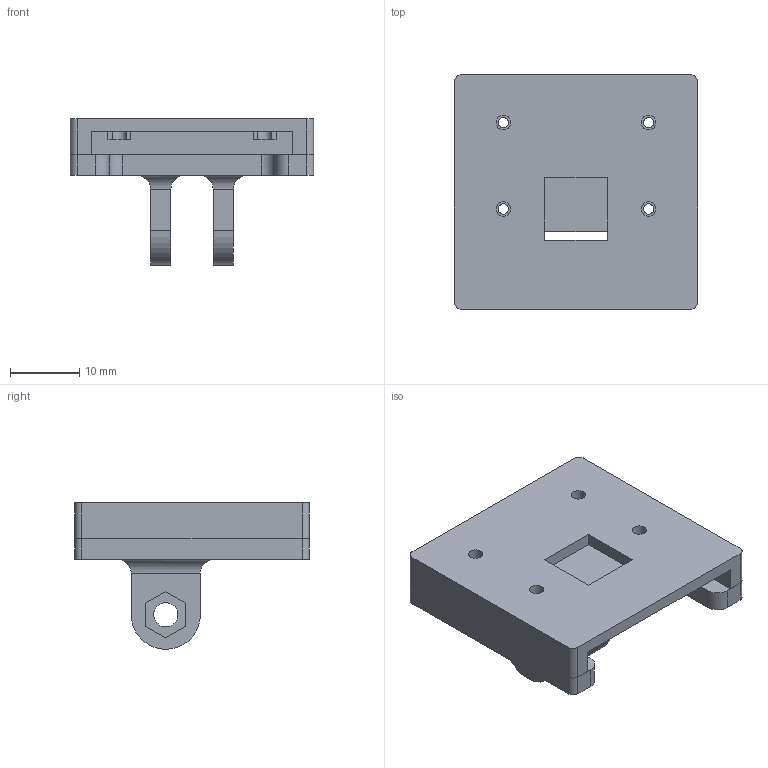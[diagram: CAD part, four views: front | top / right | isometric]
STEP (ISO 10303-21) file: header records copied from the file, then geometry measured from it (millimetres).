
FILE_DESCRIPTION(/* description */ (''),/* implementation_level */ '2;1');
FILE_NAME(/* name */ 'DevFrame RasPi Cam Case Tilt.step',/* time_stamp */ '2018-05-12T11:43:50-05:00',/* author */ ('cglusky'),/* organization */ (''),/* preprocessor_version */ 'ST-DEVELOPER v17',/* originating_system */ 'Autodesk Translation Framework v7.1.0.215',/* authorisation */ '');
FILE_SCHEMA (('AUTOMOTIVE_DESIGN { 1 0 10303 214 3 1 1 }'));
Length unit declared in the file: millimetre
Products named in the file (1): DevFrame RasPi Cam Case
Bounding box: 35.17 x 33.92 x 21.2 mm (x, y, z)
Volume: 6456 mm3; surface area: 6271.3 mm2
Topology: 2 solids, 2 shells, 85 faces, 229 edges, 149 vertices
Faces by surface type: plane 53, cylinder 32
Full cylindrical faces by diameter (mm): 1.5 x4, 2.1 x4, 3.5 x2
Entity records: 2732 total; most frequent: CARTESIAN_POINT 464, DIRECTION 462, ORIENTED_EDGE 458, EDGE_CURVE 229, LINE 168, VECTOR 168, VERTEX_POINT 149, AXIS2_PLACEMENT_3D 147
